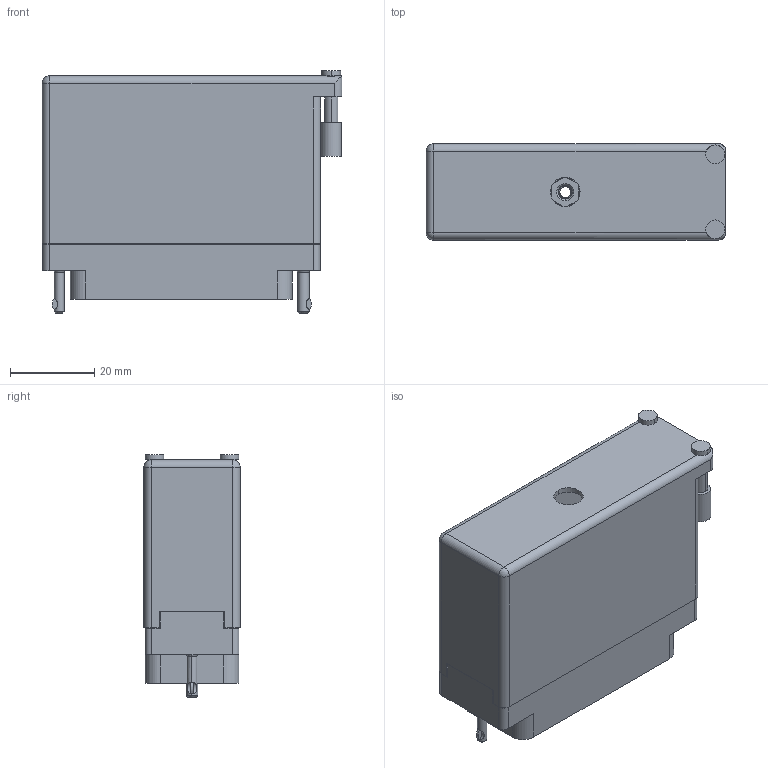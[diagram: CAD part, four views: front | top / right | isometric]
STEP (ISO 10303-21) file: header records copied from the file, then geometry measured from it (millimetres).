
FILE_DESCRIPTION (( 'STEP AP203' ), '1' );
FILE_NAME ('516-056-000-152.STEP', '2020-03-10T04:12:51', ( '' ), ( '' ), 'SwSTEP 2.0', 'SolidWorks 2016', '' );
FILE_SCHEMA (( 'CONFIG_CONTROL_DESIGN' ));
Length unit declared in the file: inch
Products named in the file (7): 516 Plug Insulator_056; 516-252-021-102_056; 516-222-038-102_057; 516-056-000-152; 516-252-035-100_516-252-035-100; 516-230-001_Metal - 056 Side Entry; 516-222-038-102_056
Assembly tree (7 placements, depth 2):
  516-056-000-152
    516 Plug Insulator_056
    516-230-001_Metal - 056 Side Entry
    516-252-021-102_056  x2
    516-222-038-102_056
    516-252-035-100_516-252-035-100
    516-222-038-102_057
Bounding box: 71.12 x 22.83 x 57.63 mm (x, y, z)
Volume: 22475.8 mm3; surface area: 32947 mm2
Topology: 7 solids, 7 shells, 1517 faces, 4367 edges, 2886 vertices
Faces by surface type: plane 985, cylinder 438, cone 46, bspline 42, torus 4, sphere 2
Entity records: 56267 total; most frequent: CARTESIAN_POINT 15885, ORIENTED_EDGE 8550, DIRECTION 8031, EDGE_CURVE 4275, VECTOR 2985, LINE 2985, VERTEX_POINT 2826, AXIS2_PLACEMENT_3D 2523
